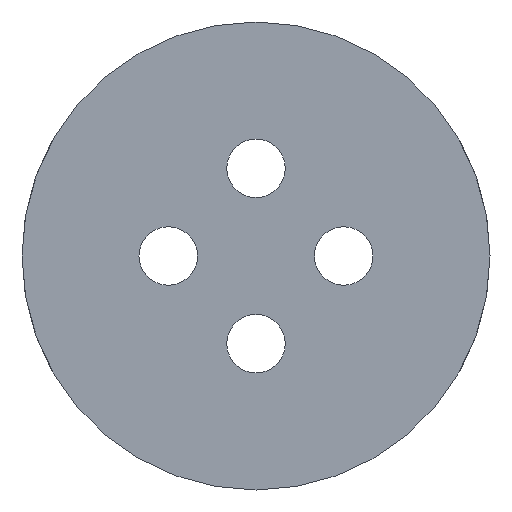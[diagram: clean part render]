
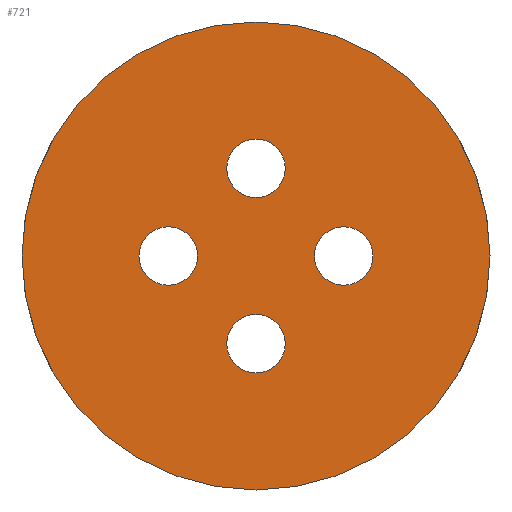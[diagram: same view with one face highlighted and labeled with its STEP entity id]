
A CAD part, front view. The second image highlights one B-rep face of the part: STEP entity #721.
In plain terms, the highlighted planar face has unit normal (0, -1, 0).
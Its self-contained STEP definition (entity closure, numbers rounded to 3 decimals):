
#10 = ORIENTED_EDGE ( 'NONE', *, *, #939, .F. ) ;
#21 = DIRECTION ( 'NONE',  ( 0., 1., 0. ) ) ;
#28 = CARTESIAN_POINT ( 'NONE',  ( 0., 0., 6. ) ) ;
#62 = VERTEX_POINT ( 'NONE', #959 ) ;
#84 = CIRCLE ( 'NONE', #524, 1.5 ) ;
#90 = DIRECTION ( 'NONE',  ( 0., 0., 1. ) ) ;
#96 = CARTESIAN_POINT ( 'NONE',  ( -4.5, 0., 0. ) ) ;
#99 = CARTESIAN_POINT ( 'NONE',  ( 0., 0., 4.5 ) ) ;
#100 = CARTESIAN_POINT ( 'NONE',  ( 4.5, 0., 0. ) ) ;
#104 = CIRCLE ( 'NONE', #929, 1.5 ) ;
#115 = EDGE_LOOP ( 'NONE', ( #426, #10 ) ) ;
#123 = AXIS2_PLACEMENT_3D ( 'NONE', #924, #385, #629 ) ;
#127 = EDGE_CURVE ( 'NONE', #213, #289, #84, .T. ) ;
#130 = CIRCLE ( 'NONE', #560, 1.5 ) ;
#134 = CARTESIAN_POINT ( 'NONE',  ( 0., 0., -6. ) ) ;
#138 = CARTESIAN_POINT ( 'NONE',  ( 0., 0., 3. ) ) ;
#139 = CARTESIAN_POINT ( 'NONE',  ( 0., 0., 0. ) ) ;
#143 = CIRCLE ( 'NONE', #836, 1.5 ) ;
#166 = AXIS2_PLACEMENT_3D ( 'NONE', #798, #871, #646 ) ;
#169 = CIRCLE ( 'NONE', #275, 12. ) ;
#176 = VERTEX_POINT ( 'NONE', #134 ) ;
#190 = DIRECTION ( 'NONE',  ( 0., 0., -1. ) ) ;
#212 = FACE_OUTER_BOUND ( 'NONE', #115, .T. ) ;
#213 = VERTEX_POINT ( 'NONE', #779 ) ;
#214 = PLANE ( 'NONE',  #382 ) ;
#215 = EDGE_CURVE ( 'NONE', #364, #62, #1015, .T. ) ;
#219 = VERTEX_POINT ( 'NONE', #138 ) ;
#232 = CARTESIAN_POINT ( 'NONE',  ( 0., 0., -4.5 ) ) ;
#235 = ORIENTED_EDGE ( 'NONE', *, *, #240, .F. ) ;
#240 = EDGE_CURVE ( 'NONE', #918, #176, #699, .T. ) ;
#244 = ORIENTED_EDGE ( 'NONE', *, *, #404, .F. ) ;
#246 = AXIS2_PLACEMENT_3D ( 'NONE', #433, #510, #515 ) ;
#275 = AXIS2_PLACEMENT_3D ( 'NONE', #590, #21, #673 ) ;
#289 = VERTEX_POINT ( 'NONE', #542 ) ;
#330 = CIRCLE ( 'NONE', #1008, 1.5 ) ;
#332 = CARTESIAN_POINT ( 'NONE',  ( 0., 0., -3. ) ) ;
#338 = DIRECTION ( 'NONE',  ( 0., -1., 0. ) ) ;
#364 = VERTEX_POINT ( 'NONE', #740 ) ;
#382 = AXIS2_PLACEMENT_3D ( 'NONE', #139, #992, #846 ) ;
#385 = DIRECTION ( 'NONE',  ( 0., -1., 0. ) ) ;
#404 = EDGE_CURVE ( 'NONE', #219, #490, #130, .T. ) ;
#408 = VERTEX_POINT ( 'NONE', #658 ) ;
#418 = EDGE_CURVE ( 'NONE', #62, #364, #104, .T. ) ;
#426 = ORIENTED_EDGE ( 'NONE', *, *, #854, .F. ) ;
#427 = CARTESIAN_POINT ( 'NONE',  ( 0., 0., 4.5 ) ) ;
#433 = CARTESIAN_POINT ( 'NONE',  ( -4.5, 0., 0. ) ) ;
#468 = DIRECTION ( 'NONE',  ( 0., 0., 1. ) ) ;
#490 = VERTEX_POINT ( 'NONE', #28 ) ;
#506 = DIRECTION ( 'NONE',  ( 0., 0., -1. ) ) ;
#510 = DIRECTION ( 'NONE',  ( 0., -1., 0. ) ) ;
#514 = EDGE_LOOP ( 'NONE', ( #950, #623 ) ) ;
#515 = DIRECTION ( 'NONE',  ( 0., 0., 1. ) ) ;
#524 = AXIS2_PLACEMENT_3D ( 'NONE', #96, #592, #972 ) ;
#542 = CARTESIAN_POINT ( 'NONE',  ( -4.5, 0., -1.5 ) ) ;
#546 = FACE_BOUND ( 'NONE', #782, .T. ) ;
#552 = AXIS2_PLACEMENT_3D ( 'NONE', #232, #930, #468 ) ;
#560 = AXIS2_PLACEMENT_3D ( 'NONE', #427, #338, #506 ) ;
#581 = DIRECTION ( 'NONE',  ( 0., 0., -1. ) ) ;
#590 = CARTESIAN_POINT ( 'NONE',  ( 0., 0., 0. ) ) ;
#592 = DIRECTION ( 'NONE',  ( 0., -1., 0. ) ) ;
#601 = ORIENTED_EDGE ( 'NONE', *, *, #962, .F. ) ;
#623 = ORIENTED_EDGE ( 'NONE', *, *, #215, .F. ) ;
#629 = DIRECTION ( 'NONE',  ( 0., 0., -1. ) ) ;
#642 = EDGE_LOOP ( 'NONE', ( #762, #235 ) ) ;
#646 = DIRECTION ( 'NONE',  ( 0., 0., 1. ) ) ;
#658 = CARTESIAN_POINT ( 'NONE',  ( 0., 0., 12. ) ) ;
#663 = CARTESIAN_POINT ( 'NONE',  ( 0., 0., -12. ) ) ;
#670 = DIRECTION ( 'NONE',  ( 0., -1., 0. ) ) ;
#671 = DIRECTION ( 'NONE',  ( 0., -1., 0. ) ) ;
#673 = DIRECTION ( 'NONE',  ( 0., 0., 1. ) ) ;
#688 = FACE_BOUND ( 'NONE', #794, .T. ) ;
#699 = CIRCLE ( 'NONE', #552, 1.5 ) ;
#712 = FACE_BOUND ( 'NONE', #642, .T. ) ;
#721 = ADVANCED_FACE ( 'NONE', ( #546, #712, #883, #688, #212 ), #214, .F. ) ;
#740 = CARTESIAN_POINT ( 'NONE',  ( 4.5, 0., 1.5 ) ) ;
#762 = ORIENTED_EDGE ( 'NONE', *, *, #934, .F. ) ;
#779 = CARTESIAN_POINT ( 'NONE',  ( -4.5, 0., 1.5 ) ) ;
#780 = CIRCLE ( 'NONE', #246, 1.5 ) ;
#782 = EDGE_LOOP ( 'NONE', ( #244, #863 ) ) ;
#794 = EDGE_LOOP ( 'NONE', ( #601, #936 ) ) ;
#798 = CARTESIAN_POINT ( 'NONE',  ( 0., 0., 0. ) ) ;
#823 = CARTESIAN_POINT ( 'NONE',  ( 0., 0., -4.5 ) ) ;
#836 = AXIS2_PLACEMENT_3D ( 'NONE', #823, #966, #90 ) ;
#846 = DIRECTION ( 'NONE',  ( 0., 0., 1. ) ) ;
#854 = EDGE_CURVE ( 'NONE', #957, #408, #1004, .T. ) ;
#863 = ORIENTED_EDGE ( 'NONE', *, *, #1016, .F. ) ;
#871 = DIRECTION ( 'NONE',  ( 0., 1., 0. ) ) ;
#883 = FACE_BOUND ( 'NONE', #514, .T. ) ;
#918 = VERTEX_POINT ( 'NONE', #332 ) ;
#924 = CARTESIAN_POINT ( 'NONE',  ( 4.5, 0., 0. ) ) ;
#929 = AXIS2_PLACEMENT_3D ( 'NONE', #100, #671, #581 ) ;
#930 = DIRECTION ( 'NONE',  ( 0., -1., 0. ) ) ;
#934 = EDGE_CURVE ( 'NONE', #176, #918, #143, .T. ) ;
#936 = ORIENTED_EDGE ( 'NONE', *, *, #127, .F. ) ;
#939 = EDGE_CURVE ( 'NONE', #408, #957, #169, .T. ) ;
#950 = ORIENTED_EDGE ( 'NONE', *, *, #418, .F. ) ;
#957 = VERTEX_POINT ( 'NONE', #663 ) ;
#959 = CARTESIAN_POINT ( 'NONE',  ( 4.5, 0., -1.5 ) ) ;
#962 = EDGE_CURVE ( 'NONE', #289, #213, #780, .T. ) ;
#966 = DIRECTION ( 'NONE',  ( 0., -1., 0. ) ) ;
#972 = DIRECTION ( 'NONE',  ( 0., 0., 1. ) ) ;
#992 = DIRECTION ( 'NONE',  ( 0., 1., 0. ) ) ;
#1004 = CIRCLE ( 'NONE', #166, 12. ) ;
#1008 = AXIS2_PLACEMENT_3D ( 'NONE', #99, #670, #190 ) ;
#1015 = CIRCLE ( 'NONE', #123, 1.5 ) ;
#1016 = EDGE_CURVE ( 'NONE', #490, #219, #330, .T. ) ;
